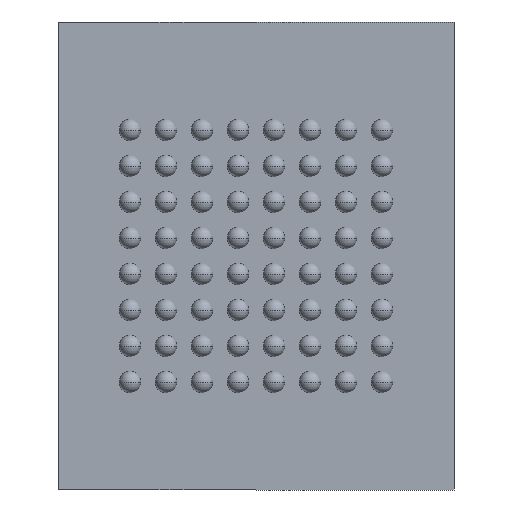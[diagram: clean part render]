
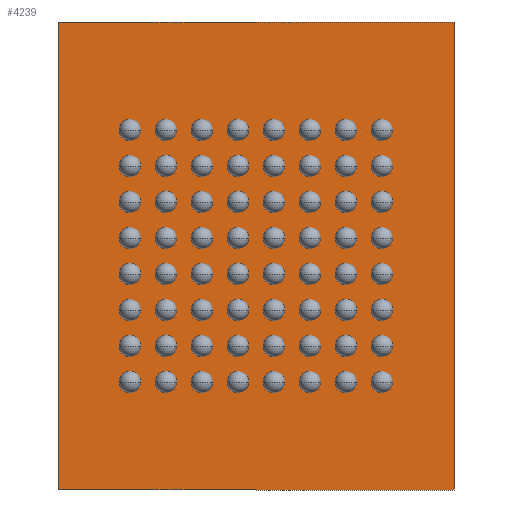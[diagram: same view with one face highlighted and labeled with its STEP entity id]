
A CAD part, front view. The second image highlights one B-rep face of the part: STEP entity #4239.
In plain terms, the highlighted planar face has unit normal (0, -1, 0).
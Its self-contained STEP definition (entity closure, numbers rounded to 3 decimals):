
#78 = PLANE ( 'NONE',  #1913 ) ;
#287 = VERTEX_POINT ( 'NONE', #1865 ) ;
#498 = VECTOR ( 'NONE', #2417, 1000. ) ;
#827 = CARTESIAN_POINT ( 'NONE',  ( 5.5, 0., 6.5 ) ) ;
#861 = LINE ( 'NONE', #827, #1531 ) ;
#921 = ORIENTED_EDGE ( 'NONE', *, *, #5334, .F. ) ;
#930 = EDGE_CURVE ( 'NONE', #287, #1999, #1055, .T. ) ;
#979 = ORIENTED_EDGE ( 'NONE', *, *, #930, .F. ) ;
#1055 = LINE ( 'NONE', #2863, #498 ) ;
#1168 = ORIENTED_EDGE ( 'NONE', *, *, #3534, .F. ) ;
#1180 = CARTESIAN_POINT ( 'NONE',  ( -5.5, 0., -6.5 ) ) ;
#1210 = CARTESIAN_POINT ( 'NONE',  ( 5.5, 0., -6.5 ) ) ;
#1316 = DIRECTION ( 'NONE',  ( 0., 0., 1. ) ) ;
#1531 = VECTOR ( 'NONE', #4764, 1000. ) ;
#1744 = VECTOR ( 'NONE', #3445, 1000. ) ;
#1766 = CARTESIAN_POINT ( 'NONE',  ( 0., 0., 0. ) ) ;
#1865 = CARTESIAN_POINT ( 'NONE',  ( -5.5, 0., 6.5 ) ) ;
#1913 = AXIS2_PLACEMENT_3D ( 'NONE', #1766, #5335, #1316 ) ;
#1999 = VERTEX_POINT ( 'NONE', #2649 ) ;
#2138 = CARTESIAN_POINT ( 'NONE',  ( 5.5, 0., -6.5 ) ) ;
#2323 = FACE_OUTER_BOUND ( 'NONE', #5358, .T. ) ;
#2417 = DIRECTION ( 'NONE',  ( 1., 0., 0. ) ) ;
#2507 = CARTESIAN_POINT ( 'NONE',  ( -5.5, 0., 6.5 ) ) ;
#2615 = VERTEX_POINT ( 'NONE', #1180 ) ;
#2649 = CARTESIAN_POINT ( 'NONE',  ( 5.5, 0., 6.5 ) ) ;
#2863 = CARTESIAN_POINT ( 'NONE',  ( 5.5, 0., 6.5 ) ) ;
#3014 = EDGE_CURVE ( 'NONE', #4815, #2615, #3063, .T. ) ;
#3063 = LINE ( 'NONE', #1210, #1744 ) ;
#3155 = VECTOR ( 'NONE', #4610, 1000. ) ;
#3445 = DIRECTION ( 'NONE',  ( -1., 0., 0. ) ) ;
#3446 = ORIENTED_EDGE ( 'NONE', *, *, #3014, .F. ) ;
#3534 = EDGE_CURVE ( 'NONE', #1999, #4815, #861, .T. ) ;
#4239 = ADVANCED_FACE ( 'NONE', ( #2323 ), #78, .F. ) ;
#4307 = LINE ( 'NONE', #2507, #3155 ) ;
#4610 = DIRECTION ( 'NONE',  ( 0., 0., 1. ) ) ;
#4764 = DIRECTION ( 'NONE',  ( 0., 0., -1. ) ) ;
#4815 = VERTEX_POINT ( 'NONE', #2138 ) ;
#5334 = EDGE_CURVE ( 'NONE', #2615, #287, #4307, .T. ) ;
#5335 = DIRECTION ( 'NONE',  ( 0., 1., 0. ) ) ;
#5358 = EDGE_LOOP ( 'NONE', ( #921, #3446, #1168, #979 ) ) ;
